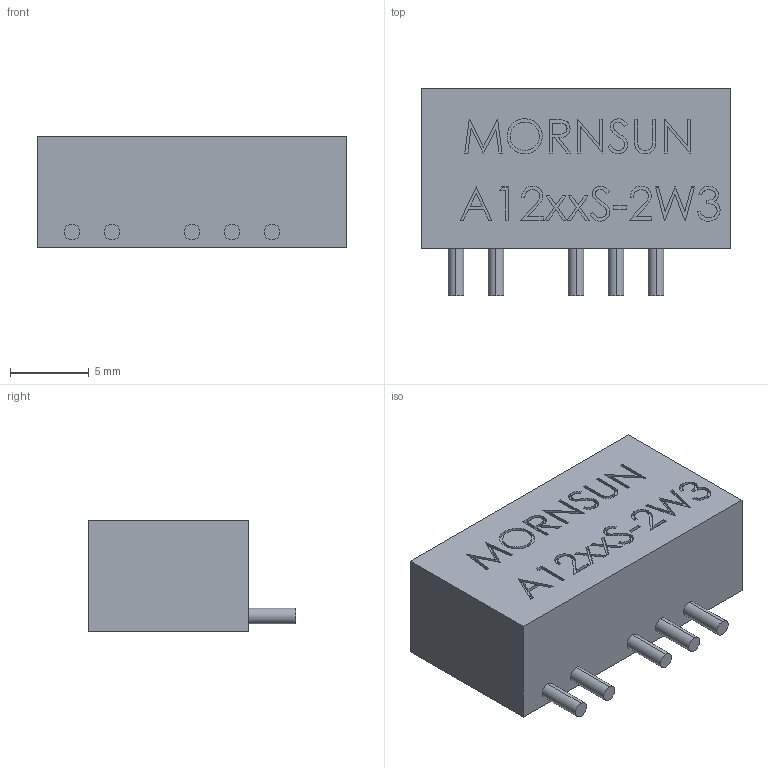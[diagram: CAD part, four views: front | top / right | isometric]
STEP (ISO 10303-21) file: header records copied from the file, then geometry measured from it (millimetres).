
FILE_DESCRIPTION (( 'STEP AP214' ), '1' );
FILE_NAME ('MornsumA12xxS-2W3.SLDPRT.STEP', '2023-07-03T20:04:53', ( '' ), ( '' ), 'SwSTEP 2.0', 'SolidWorks 2019', '' );
FILE_SCHEMA (( 'AUTOMOTIVE_DESIGN' ));
Length unit declared in the file: millimetre
Products named in the file (1): MornsumA12xxS-2W3.SLDPRT
Bounding box: 19.65 x 13.16 x 7.05 mm (x, y, z)
Volume: 1416.1 mm3; surface area: 900.8 mm2
Topology: 1 solids, 1 shells, 244 faces, 651 edges, 434 vertices
Faces by surface type: plane 158, bspline 76, cylinder 10
Entity records: 14126 total; most frequent: CARTESIAN_POINT 5870, ORIENTED_EDGE 1302, DIRECTION 857, EDGE_CURVE 651, VECTOR 479, LINE 479, VERTEX_POINT 434, EDGE_LOOP 269
